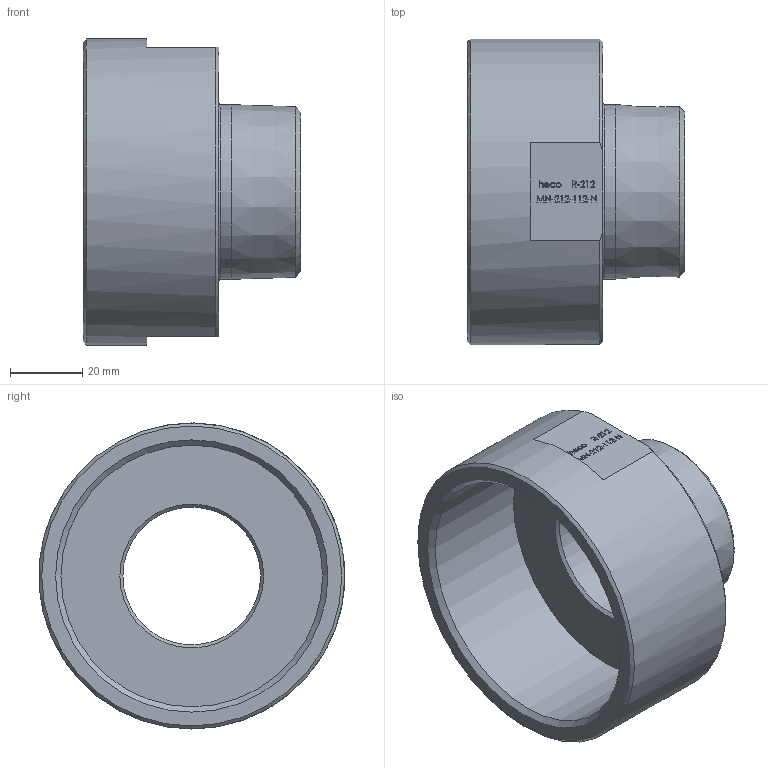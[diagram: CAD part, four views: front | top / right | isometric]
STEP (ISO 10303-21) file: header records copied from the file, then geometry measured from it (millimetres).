
FILE_DESCRIPTION (( 'STEP AP214' ), '1' );
FILE_NAME ('MN-212-112-N R-212 Reduzierstück 2011.STEP', '2020-11-13T09:58:03', ( '' ), ( '' ), 'SwSTEP 2.0', 'SolidWorks 2019', '' );
FILE_SCHEMA (( 'AUTOMOTIVE_DESIGN' ));
Length unit declared in the file: millimetre
Products named in the file (1): MN-212-112-N R-212 Reduzierstück 2011
Bounding box: 60 x 84.36 x 84.5 mm (x, y, z)
Volume: 85137.4 mm3; surface area: 32066 mm2
Topology: 1 solids, 1 shells, 242 faces, 636 edges, 422 vertices
Faces by surface type: plane 159, bspline 70, cone 8, cylinder 4, torus 1
Full cylindrical faces by diameter (mm): 38 x1, 48.203 x1, 72.226 x1, 84.5 x1
Entity records: 13515 total; most frequent: CARTESIAN_POINT 5624, ORIENTED_EDGE 1246, DIRECTION 845, EDGE_CURVE 623, VECTOR 459, LINE 459, VERTEX_POINT 420, EDGE_LOOP 281
